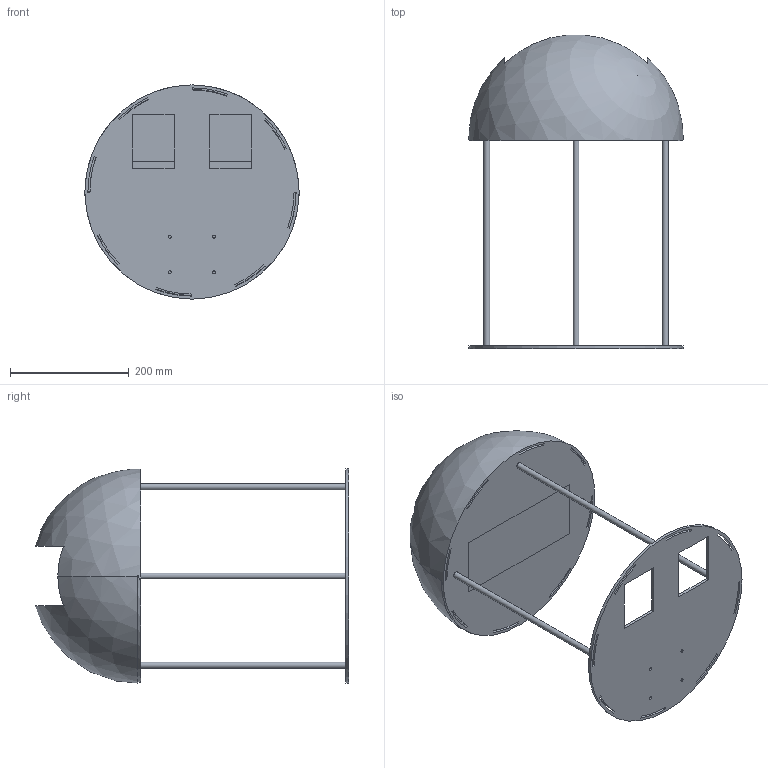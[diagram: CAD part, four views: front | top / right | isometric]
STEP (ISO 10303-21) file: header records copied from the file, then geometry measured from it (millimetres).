
FILE_DESCRIPTION(/* description */ ('','CAx-IF Rec.Pracs.---Representation and Presentation of Product Manufacturing Information (PMI)---4.0---2014-10-13'),/* implementation_level */ '2;1');
FILE_NAME(/* name */ 'Final_Project_Draft.step',/* time_stamp */ '2025-02-04T21:36:59+01:00',/* author */ (''),/* organization */ (''),/* preprocessor_version */ 'ST-DEVELOPER v20',/* originating_system */ 'Autodesk Translation Framework v13.20.0.188',/* authorisation */ '');
FILE_SCHEMA (('AP242_MANAGED_MODEL_BASED_3D_ENGINEERING_MIM_LF { 1 0 10303 442 1 1 4 }'));
Length unit declared in the file: millimetre
Products named in the file (1): Final_Project
Bounding box: 360 x 527.29 x 360 mm (x, y, z)
Volume: 11927880.3 mm3; surface area: 701205.5 mm2
Topology: 3 solids, 3 shells, 119 faces, 294 edges, 196 vertices
Faces by surface type: plane 71, cylinder 46, sphere 2
Full cylindrical faces by diameter (mm): 5 x4, 10 x8, 360 x1
Entity records: 3670 total; most frequent: CARTESIAN_POINT 647, DIRECTION 637, ORIENTED_EDGE 586, EDGE_CURVE 293, AXIS2_PLACEMENT_3D 226, VERTEX_POINT 196, LINE 185, VECTOR 185
